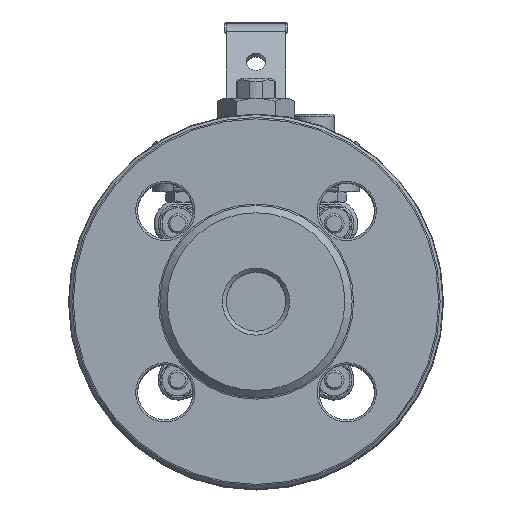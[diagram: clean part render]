
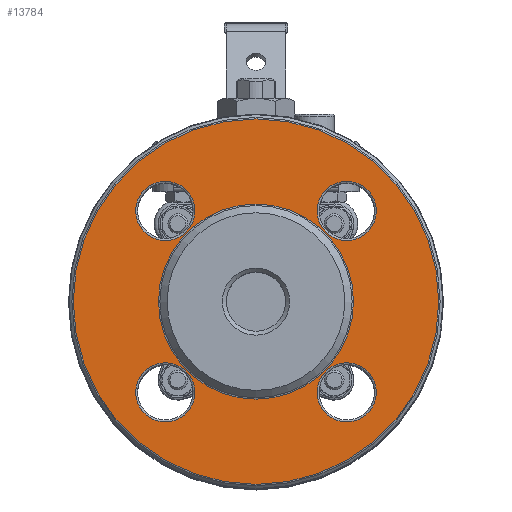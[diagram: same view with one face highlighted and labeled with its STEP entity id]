
A CAD part, top view. The second image highlights one B-rep face of the part: STEP entity #13784.
In plain terms, the highlighted planar face has unit normal (0, 0, 1).
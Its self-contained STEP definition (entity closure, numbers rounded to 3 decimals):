
#987=FACE_BOUND('',#2342,.T.);
#988=FACE_BOUND('',#2343,.T.);
#989=FACE_BOUND('',#2344,.T.);
#990=FACE_BOUND('',#2345,.T.);
#991=FACE_BOUND('',#2346,.T.);
#1464=FACE_OUTER_BOUND('',#2341,.T.);
#2341=EDGE_LOOP('',(#10662));
#2342=EDGE_LOOP('',(#10663));
#2343=EDGE_LOOP('',(#10664));
#2344=EDGE_LOOP('',(#10665));
#2345=EDGE_LOOP('',(#10666));
#2346=EDGE_LOOP('',(#10667));
#3230=CIRCLE('',#15257,24.707);
#3234=CIRCLE('',#15262,46.293);
#3235=CIRCLE('',#15263,7.5);
#3236=CIRCLE('',#15264,7.5);
#3237=CIRCLE('',#15265,7.5);
#3238=CIRCLE('',#15266,7.5);
#6001=VERTEX_POINT('',#24290);
#6004=VERTEX_POINT('',#24298);
#6005=VERTEX_POINT('',#24300);
#6006=VERTEX_POINT('',#24302);
#6007=VERTEX_POINT('',#24304);
#6008=VERTEX_POINT('',#24306);
#7622=EDGE_CURVE('',#6001,#6001,#3230,.T.);
#7626=EDGE_CURVE('',#6004,#6004,#3234,.T.);
#7627=EDGE_CURVE('',#6005,#6005,#3235,.T.);
#7628=EDGE_CURVE('',#6006,#6006,#3236,.T.);
#7629=EDGE_CURVE('',#6007,#6007,#3237,.T.);
#7630=EDGE_CURVE('',#6008,#6008,#3238,.T.);
#10662=ORIENTED_EDGE('',*,*,#7626,.F.);
#10663=ORIENTED_EDGE('',*,*,#7627,.F.);
#10664=ORIENTED_EDGE('',*,*,#7628,.F.);
#10665=ORIENTED_EDGE('',*,*,#7629,.F.);
#10666=ORIENTED_EDGE('',*,*,#7630,.F.);
#10667=ORIENTED_EDGE('',*,*,#7622,.F.);
#12503=PLANE('',#15261);
#13784=ADVANCED_FACE('',(#1464,#987,#988,#989,#990,#991),#12503,.T.);
#15257=AXIS2_PLACEMENT_3D('',#24291,#18202,#18203);
#15261=AXIS2_PLACEMENT_3D('',#24297,#18210,#18211);
#15262=AXIS2_PLACEMENT_3D('',#24299,#18212,#18213);
#15263=AXIS2_PLACEMENT_3D('',#24301,#18214,#18215);
#15264=AXIS2_PLACEMENT_3D('',#24303,#18216,#18217);
#15265=AXIS2_PLACEMENT_3D('',#24305,#18218,#18219);
#15266=AXIS2_PLACEMENT_3D('',#24307,#18220,#18221);
#18202=DIRECTION('center_axis',(0.,0.,1.));
#18203=DIRECTION('ref_axis',(-1.,0.,0.));
#18210=DIRECTION('center_axis',(0.,0.,1.));
#18211=DIRECTION('ref_axis',(1.,0.,0.));
#18212=DIRECTION('center_axis',(0.,0.,-1.));
#18213=DIRECTION('ref_axis',(-1.,0.,0.));
#18214=DIRECTION('center_axis',(0.,0.,1.));
#18215=DIRECTION('ref_axis',(-1.,0.,0.));
#18216=DIRECTION('center_axis',(0.,0.,1.));
#18217=DIRECTION('ref_axis',(-1.,0.,0.));
#18218=DIRECTION('center_axis',(0.,0.,1.));
#18219=DIRECTION('ref_axis',(-1.,0.,0.));
#18220=DIRECTION('center_axis',(0.,0.,1.));
#18221=DIRECTION('ref_axis',(-1.,0.,0.));
#24290=CARTESIAN_POINT('',(-24.707,0.,63.));
#24291=CARTESIAN_POINT('Origin',(0.,0.,63.));
#24297=CARTESIAN_POINT('Origin',(0.,0.,63.));
#24298=CARTESIAN_POINT('',(46.293,0.,63.));
#24299=CARTESIAN_POINT('Origin',(0.,0.,63.));
#24300=CARTESIAN_POINT('',(-15.481,-22.981,63.));
#24301=CARTESIAN_POINT('Origin',(-22.981,-22.981,63.));
#24302=CARTESIAN_POINT('',(30.481,22.981,63.));
#24303=CARTESIAN_POINT('Origin',(22.981,22.981,63.));
#24304=CARTESIAN_POINT('',(-15.481,22.981,63.));
#24305=CARTESIAN_POINT('Origin',(-22.981,22.981,63.));
#24306=CARTESIAN_POINT('',(30.481,-22.981,63.));
#24307=CARTESIAN_POINT('Origin',(22.981,-22.981,63.));
